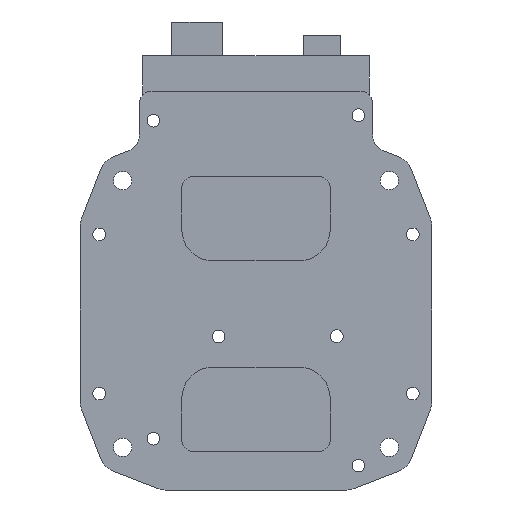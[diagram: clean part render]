
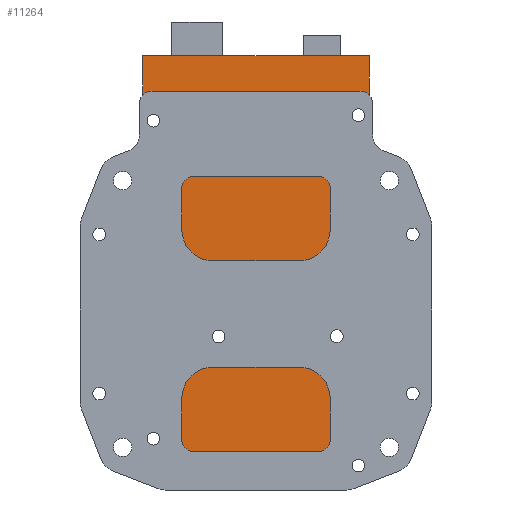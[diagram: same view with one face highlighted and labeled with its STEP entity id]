
A CAD part, front view. The second image highlights one B-rep face of the part: STEP entity #11264.
In plain terms, the highlighted planar face has unit normal (0, -1, 0).
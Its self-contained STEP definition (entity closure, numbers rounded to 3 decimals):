
#181=FACE_BOUND('',#1793,.T.);
#182=FACE_BOUND('',#1794,.T.);
#183=FACE_BOUND('',#1795,.T.);
#184=FACE_BOUND('',#1796,.T.);
#185=FACE_BOUND('',#1797,.T.);
#186=FACE_BOUND('',#1798,.T.);
#453=PLANE('',#11978);
#1054=FACE_OUTER_BOUND('',#1792,.T.);
#1792=EDGE_LOOP('',(#9371,#9372,#9373,#9374,#9375,#9376,#9377,#9378,#9379));
#1793=EDGE_LOOP('',(#9380));
#1794=EDGE_LOOP('',(#9381));
#1795=EDGE_LOOP('',(#9382));
#1796=EDGE_LOOP('',(#9383));
#1797=EDGE_LOOP('',(#9384));
#1798=EDGE_LOOP('',(#9385));
#2901=LINE('',#16855,#4362);
#2904=LINE('',#16860,#4365);
#2906=LINE('',#16864,#4367);
#2908=LINE('',#16868,#4369);
#2910=LINE('',#16872,#4371);
#2912=LINE('',#16876,#4373);
#2914=LINE('',#16880,#4375);
#2916=LINE('',#16884,#4377);
#2918=LINE('',#16887,#4379);
#4362=VECTOR('',#13750,1000.);
#4365=VECTOR('',#13755,1000.);
#4367=VECTOR('',#13759,1000.);
#4369=VECTOR('',#13763,1000.);
#4371=VECTOR('',#13767,1000.);
#4373=VECTOR('',#13771,1000.);
#4375=VECTOR('',#13775,1000.);
#4377=VECTOR('',#13779,1000.);
#4379=VECTOR('',#13783,1000.);
#5198=CIRCLE('',#11942,1.5);
#5200=CIRCLE('',#11945,1.5);
#5202=CIRCLE('',#11948,1.5);
#5204=CIRCLE('',#11951,1.5);
#5206=CIRCLE('',#11954,1.5);
#5208=CIRCLE('',#11957,1.5);
#5679=VERTEX_POINT('',#16612);
#5681=VERTEX_POINT('',#16618);
#5683=VERTEX_POINT('',#16624);
#5685=VERTEX_POINT('',#16630);
#5687=VERTEX_POINT('',#16636);
#5689=VERTEX_POINT('',#16642);
#5791=VERTEX_POINT('',#16853);
#5792=VERTEX_POINT('',#16854);
#5793=VERTEX_POINT('',#16859);
#5794=VERTEX_POINT('',#16863);
#5795=VERTEX_POINT('',#16867);
#5796=VERTEX_POINT('',#16871);
#5797=VERTEX_POINT('',#16875);
#5798=VERTEX_POINT('',#16879);
#5799=VERTEX_POINT('',#16883);
#6953=EDGE_CURVE('',#5679,#5679,#5198,.T.);
#6956=EDGE_CURVE('',#5681,#5681,#5200,.T.);
#6959=EDGE_CURVE('',#5683,#5683,#5202,.T.);
#6962=EDGE_CURVE('',#5685,#5685,#5204,.T.);
#6965=EDGE_CURVE('',#5687,#5687,#5206,.T.);
#6968=EDGE_CURVE('',#5689,#5689,#5208,.T.);
#7070=EDGE_CURVE('',#5791,#5792,#2901,.T.);
#7073=EDGE_CURVE('',#5793,#5791,#2904,.T.);
#7075=EDGE_CURVE('',#5793,#5794,#2906,.T.);
#7077=EDGE_CURVE('',#5795,#5794,#2908,.T.);
#7079=EDGE_CURVE('',#5796,#5795,#2910,.T.);
#7081=EDGE_CURVE('',#5797,#5796,#2912,.T.);
#7083=EDGE_CURVE('',#5797,#5798,#2914,.T.);
#7085=EDGE_CURVE('',#5799,#5798,#2916,.T.);
#7087=EDGE_CURVE('',#5792,#5799,#2918,.T.);
#9371=ORIENTED_EDGE('',*,*,#7070,.T.);
#9372=ORIENTED_EDGE('',*,*,#7087,.T.);
#9373=ORIENTED_EDGE('',*,*,#7085,.T.);
#9374=ORIENTED_EDGE('',*,*,#7083,.F.);
#9375=ORIENTED_EDGE('',*,*,#7081,.T.);
#9376=ORIENTED_EDGE('',*,*,#7079,.T.);
#9377=ORIENTED_EDGE('',*,*,#7077,.T.);
#9378=ORIENTED_EDGE('',*,*,#7075,.F.);
#9379=ORIENTED_EDGE('',*,*,#7073,.T.);
#9380=ORIENTED_EDGE('',*,*,#6953,.T.);
#9381=ORIENTED_EDGE('',*,*,#6956,.T.);
#9382=ORIENTED_EDGE('',*,*,#6959,.T.);
#9383=ORIENTED_EDGE('',*,*,#6962,.T.);
#9384=ORIENTED_EDGE('',*,*,#6965,.T.);
#9385=ORIENTED_EDGE('',*,*,#6968,.T.);
#11264=ADVANCED_FACE('',(#1054,#181,#182,#183,#184,#185,#186),#453,.F.);
#11942=AXIS2_PLACEMENT_3D('',#16614,#13594,#13595);
#11945=AXIS2_PLACEMENT_3D('',#16620,#13601,#13602);
#11948=AXIS2_PLACEMENT_3D('',#16626,#13608,#13609);
#11951=AXIS2_PLACEMENT_3D('',#16632,#13615,#13616);
#11954=AXIS2_PLACEMENT_3D('',#16638,#13622,#13623);
#11957=AXIS2_PLACEMENT_3D('',#16644,#13629,#13630);
#11978=AXIS2_PLACEMENT_3D('',#16888,#13784,#13785);
#13594=DIRECTION('center_axis',(0.,1.,0.));
#13595=DIRECTION('ref_axis',(0.,0.,1.));
#13601=DIRECTION('center_axis',(0.,1.,0.));
#13602=DIRECTION('ref_axis',(0.,0.,1.));
#13608=DIRECTION('center_axis',(0.,1.,0.));
#13609=DIRECTION('ref_axis',(0.,0.,1.));
#13615=DIRECTION('center_axis',(0.,1.,0.));
#13616=DIRECTION('ref_axis',(0.,0.,1.));
#13622=DIRECTION('center_axis',(0.,1.,0.));
#13623=DIRECTION('ref_axis',(0.,0.,1.));
#13629=DIRECTION('center_axis',(0.,1.,0.));
#13630=DIRECTION('ref_axis',(0.,0.,1.));
#13750=DIRECTION('',(0.,0.,1.));
#13755=DIRECTION('',(-0.707,0.,0.707));
#13759=DIRECTION('',(0.,0.,-1.));
#13763=DIRECTION('',(0.683,0.,0.731));
#13767=DIRECTION('',(0.,0.,1.));
#13771=DIRECTION('',(0.707,0.,0.707));
#13775=DIRECTION('',(-1.,0.,0.));
#13779=DIRECTION('',(0.,0.,-1.));
#13783=DIRECTION('',(-1.,0.,0.));
#13784=DIRECTION('center_axis',(0.,1.,0.));
#13785=DIRECTION('ref_axis',(0.,0.,1.));
#16612=CARTESIAN_POINT('',(15.3,0.,-7.33));
#16614=CARTESIAN_POINT('Origin',(15.3,0.,-8.83));
#16618=CARTESIAN_POINT('',(15.24,0.,20.55));
#16620=CARTESIAN_POINT('Origin',(15.24,0.,19.05));
#16624=CARTESIAN_POINT('',(45.72,0.,25.63));
#16626=CARTESIAN_POINT('Origin',(45.72,0.,24.13));
#16630=CARTESIAN_POINT('',(39.37,0.,-22.67));
#16632=CARTESIAN_POINT('Origin',(39.37,0.,-24.17));
#16636=CARTESIAN_POINT('',(-35.56,0.,-22.67));
#16638=CARTESIAN_POINT('Origin',(-35.56,0.,-24.17));
#16642=CARTESIAN_POINT('',(-36.83,0.,25.63));
#16644=CARTESIAN_POINT('Origin',(-36.83,0.,24.13));
#16853=CARTESIAN_POINT('',(48.367,0.,25.307));
#16854=CARTESIAN_POINT('',(48.367,0.,26.67));
#16855=CARTESIAN_POINT('',(48.367,0.,0.));
#16859=CARTESIAN_POINT('',(50.8,0.,22.874));
#16860=CARTESIAN_POINT('',(36.837,0.,36.837));
#16863=CARTESIAN_POINT('',(50.8,0.,-11.599));
#16864=CARTESIAN_POINT('',(50.8,0.,0.));
#16867=CARTESIAN_POINT('',(48.367,0.,-14.201));
#16868=CARTESIAN_POINT('',(32.899,0.,-30.75));
#16871=CARTESIAN_POINT('',(48.367,0.,-25.67));
#16872=CARTESIAN_POINT('',(48.367,0.,0.));
#16875=CARTESIAN_POINT('',(47.367,0.,-26.67));
#16876=CARTESIAN_POINT('',(37.019,0.,-37.019));
#16879=CARTESIAN_POINT('',(-50.8,0.,-26.67));
#16880=CARTESIAN_POINT('',(0.,0.,-26.67));
#16883=CARTESIAN_POINT('',(-50.8,0.,26.67));
#16884=CARTESIAN_POINT('',(-50.8,0.,0.));
#16887=CARTESIAN_POINT('',(0.,0.,26.67));
#16888=CARTESIAN_POINT('Origin',(0.,0.,0.));
